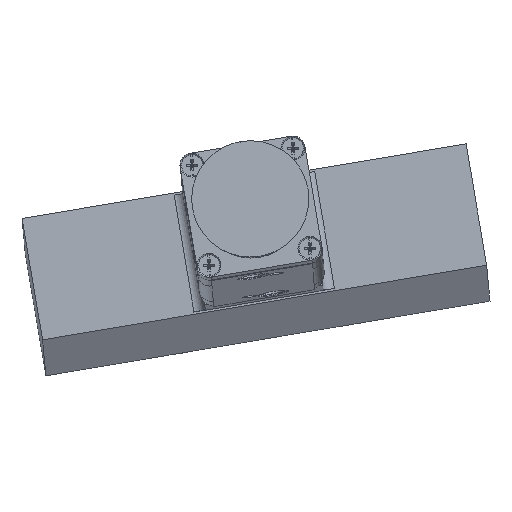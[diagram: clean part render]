
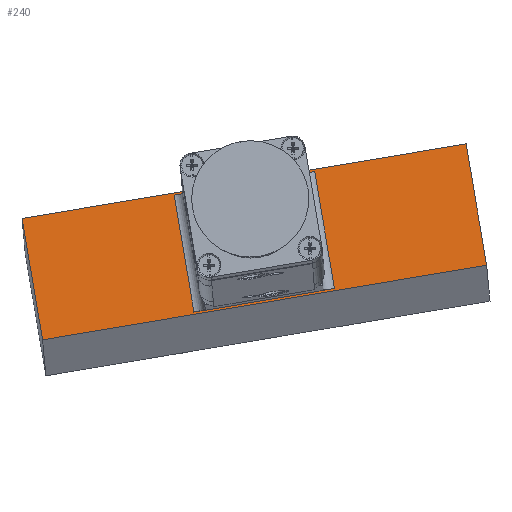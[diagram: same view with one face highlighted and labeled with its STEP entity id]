
A CAD part, left-side view. The second image highlights one B-rep face of the part: STEP entity #240.
In plain terms, the highlighted face is planar.
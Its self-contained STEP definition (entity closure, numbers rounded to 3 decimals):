
#240 = ADVANCED_FACE ( 'NONE', ( #18330, #18324 ), #18332, .F. ) ;
#8158 = AXIS2_PLACEMENT_3D ( 'NONE', #18329, #18326, #18334 ) ;
#9687 = CARTESIAN_POINT ( 'NONE',  ( -31., -65., -26. ) ) ;
#10246 = LINE ( 'NONE', #10260, #13944 ) ;
#10247 = LINE ( 'NONE', #10254, #13606 ) ;
#10254 = CARTESIAN_POINT ( 'NONE',  ( -26., -65., -26. ) ) ;
#10255 = DIRECTION ( 'NONE',  ( 1., 0., 0. ) ) ;
#10256 = LINE ( 'NONE', #10258, #13811 ) ;
#10258 = CARTESIAN_POINT ( 'NONE',  ( -31., -65., 26. ) ) ;
#10259 = DIRECTION ( 'NONE',  ( 0., 0., 1. ) ) ;
#10260 = CARTESIAN_POINT ( 'NONE',  ( -26., -65., 26. ) ) ;
#10261 = DIRECTION ( 'NONE',  ( -1., 0., 0. ) ) ;
#10262 = LINE ( 'NONE', #10263, #13772 ) ;
#10263 = CARTESIAN_POINT ( 'NONE',  ( 31., -65., -26. ) ) ;
#10264 = DIRECTION ( 'NONE',  ( 0., 0., -1. ) ) ;
#10711 = VECTOR ( 'NONE', #12496, 1000. ) ;
#10783 = VECTOR ( 'NONE', #12510, 1000. ) ;
#10801 = VECTOR ( 'NONE', #12520, 1000. ) ;
#10872 = VECTOR ( 'NONE', #12503, 1000. ) ;
#12226 = CARTESIAN_POINT ( 'NONE',  ( -98., -65., -27. ) ) ;
#12229 = CARTESIAN_POINT ( 'NONE',  ( 98., -65., -27. ) ) ;
#12242 = CARTESIAN_POINT ( 'NONE',  ( -98., -65., 27. ) ) ;
#12473 = CARTESIAN_POINT ( 'NONE',  ( 98., -65., 27. ) ) ;
#12488 = LINE ( 'NONE', #12495, #10711 ) ;
#12491 = CARTESIAN_POINT ( 'NONE',  ( -98., -65., 27. ) ) ;
#12495 = CARTESIAN_POINT ( 'NONE',  ( -98., -65., -27. ) ) ;
#12496 = DIRECTION ( 'NONE',  ( 1., 0., 0. ) ) ;
#12498 = LINE ( 'NONE', #12502, #10872 ) ;
#12502 = CARTESIAN_POINT ( 'NONE',  ( 98., -65., 27. ) ) ;
#12503 = DIRECTION ( 'NONE',  ( 0., 0., -1. ) ) ;
#12505 = LINE ( 'NONE', #12491, #10783 ) ;
#12510 = DIRECTION ( 'NONE',  ( 1., 0., 0. ) ) ;
#12512 = LINE ( 'NONE', #12519, #10801 ) ;
#12519 = CARTESIAN_POINT ( 'NONE',  ( -98., -65., 27. ) ) ;
#12520 = DIRECTION ( 'NONE',  ( 0., 0., -1. ) ) ;
#13218 = CARTESIAN_POINT ( 'NONE',  ( 31., -65., -26. ) ) ;
#13222 = CARTESIAN_POINT ( 'NONE',  ( 31., -65., 26. ) ) ;
#13226 = CARTESIAN_POINT ( 'NONE',  ( -31., -65., 26. ) ) ;
#13606 = VECTOR ( 'NONE', #10255, 1000. ) ;
#13772 = VECTOR ( 'NONE', #10264, 1000. ) ;
#13811 = VECTOR ( 'NONE', #10259, 1000. ) ;
#13944 = VECTOR ( 'NONE', #10261, 1000. ) ;
#14231 = ORIENTED_EDGE ( 'NONE', *, *, #17021, .T. ) ;
#14365 = ORIENTED_EDGE ( 'NONE', *, *, #17020, .F. ) ;
#14370 = ORIENTED_EDGE ( 'NONE', *, *, #19722, .T. ) ;
#14396 = ORIENTED_EDGE ( 'NONE', *, *, #19715, .T. ) ;
#14611 = EDGE_LOOP ( 'NONE', ( #16362, #16406, #14365, #14231 ) ) ;
#16269 = VERTEX_POINT ( 'NONE', #9687 ) ;
#16362 = ORIENTED_EDGE ( 'NONE', *, *, #17018, .F. ) ;
#16389 = ORIENTED_EDGE ( 'NONE', *, *, #19717, .F. ) ;
#16406 = ORIENTED_EDGE ( 'NONE', *, *, #17019, .T. ) ;
#16500 = ORIENTED_EDGE ( 'NONE', *, *, #19720, .F. ) ;
#17018 = EDGE_CURVE ( 'NONE', #16269, #19910, #10247, .T. ) ;
#17019 = EDGE_CURVE ( 'NONE', #16269, #19914, #10256, .T. ) ;
#17020 = EDGE_CURVE ( 'NONE', #19912, #19914, #10246, .T. ) ;
#17021 = EDGE_CURVE ( 'NONE', #19912, #19910, #10262, .T. ) ;
#18324 = FACE_BOUND ( 'NONE', #14611, .T. ) ;
#18326 = DIRECTION ( 'NONE',  ( 0., 1., 0. ) ) ;
#18329 = CARTESIAN_POINT ( 'NONE',  ( -98., -65., 27. ) ) ;
#18330 = FACE_OUTER_BOUND ( 'NONE', #21777, .T. ) ;
#18332 = PLANE ( 'NONE',  #8158 ) ;
#18334 = DIRECTION ( 'NONE',  ( 0., 0., 1. ) ) ;
#19583 = VERTEX_POINT ( 'NONE', #12226 ) ;
#19585 = VERTEX_POINT ( 'NONE', #12229 ) ;
#19592 = VERTEX_POINT ( 'NONE', #12242 ) ;
#19711 = VERTEX_POINT ( 'NONE', #12473 ) ;
#19715 = EDGE_CURVE ( 'NONE', #19583, #19585, #12488, .T. ) ;
#19717 = EDGE_CURVE ( 'NONE', #19711, #19585, #12498, .T. ) ;
#19720 = EDGE_CURVE ( 'NONE', #19592, #19711, #12505, .T. ) ;
#19722 = EDGE_CURVE ( 'NONE', #19592, #19583, #12512, .T. ) ;
#19910 = VERTEX_POINT ( 'NONE', #13218 ) ;
#19912 = VERTEX_POINT ( 'NONE', #13222 ) ;
#19914 = VERTEX_POINT ( 'NONE', #13226 ) ;
#21777 = EDGE_LOOP ( 'NONE', ( #14396, #16389, #16500, #14370 ) ) ;
